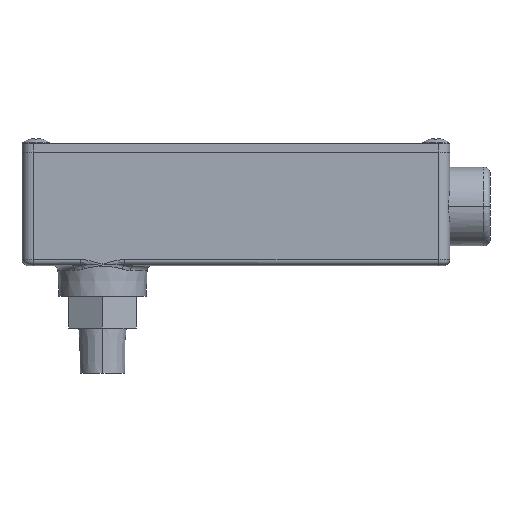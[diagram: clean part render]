
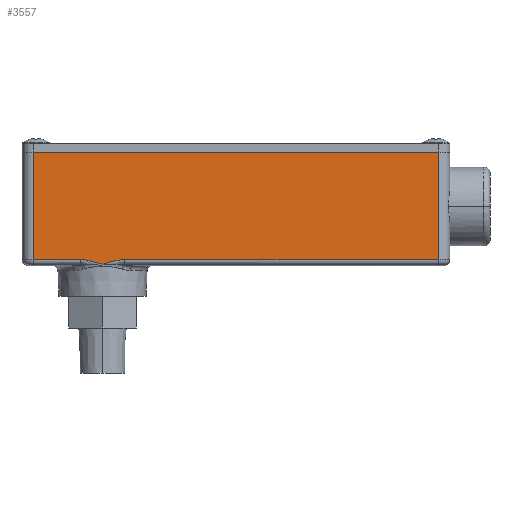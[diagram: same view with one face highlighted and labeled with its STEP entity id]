
A CAD part, left-side view. The second image highlights one B-rep face of the part: STEP entity #3557.
In plain terms, the highlighted planar face has unit normal (-1, 0, 0).
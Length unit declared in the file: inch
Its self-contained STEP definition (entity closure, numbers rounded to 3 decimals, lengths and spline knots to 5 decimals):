
#185 = VECTOR ( 'NONE', #4346, 39.37008 ) ;
#438 = CARTESIAN_POINT ( 'NONE',  ( -0.51562, -0.0103, 1.25653 ) ) ;
#483 = ORIENTED_EDGE ( 'NONE', *, *, #6640, .T. ) ;
#573 = CARTESIAN_POINT ( 'NONE',  ( -0.51562, -0.10474, 1.27916 ) ) ;
#1077 = VECTOR ( 'NONE', #1912, 39.37008 ) ;
#1080 = DIRECTION ( 'NONE',  ( 0., -1., 0. ) ) ;
#1115 = CARTESIAN_POINT ( 'NONE',  ( -0.51562, 0.79187, 2.535 ) ) ;
#1177 = CARTESIAN_POINT ( 'NONE',  ( -0.51562, -0.05288, 1.26444 ) ) ;
#1430 = CARTESIAN_POINT ( 'NONE',  ( -0.51562, -0.25257, 1.305 ) ) ;
#1912 = DIRECTION ( 'NONE',  ( 0., 1., 0. ) ) ;
#1977 = CARTESIAN_POINT ( 'NONE',  ( -0.51562, -0.2309, 1.305 ) ) ;
#2030 = CARTESIAN_POINT ( 'NONE',  ( -0.51562, 0.20937, 1.30227 ) ) ;
#2061 = CARTESIAN_POINT ( 'NONE',  ( -0.51562, 0.40625, 1.305 ) ) ;
#2553 = DIRECTION ( 'NONE',  ( 0., 0., -1. ) ) ;
#2558 = LINE ( 'NONE', #3460, #1077 ) ;
#2639 = CARTESIAN_POINT ( 'NONE',  ( -0.51562, 0.02187, 1.25662 ) ) ;
#2687 = CARTESIAN_POINT ( 'NONE',  ( -0.51562, 0.08412, 1.2729 ) ) ;
#2727 = CARTESIAN_POINT ( 'NONE',  ( -0.51562, 0.16702, 1.29527 ) ) ;
#2904 = LINE ( 'NONE', #2061, #4849 ) ;
#2974 = FACE_OUTER_BOUND ( 'NONE', #8692, .T. ) ;
#3087 = CARTESIAN_POINT ( 'NONE',  ( -0.51562, 0.25257, 1.305 ) ) ;
#3117 = B_SPLINE_CURVE_WITH_KNOTS ( 'NONE', 3,
 ( #6975, #7026, #3397, #2030, #5556, #2727, #7779, #9227, #2687, #6938, #2639, #438, #3442, #7685, #1177, #3349, #573, #8489, #6282, #3977, #1977, #4877 ),
 .UNSPECIFIED., .F., .F.,
 ( 4, 2, 2, 2, 2, 2, 2, 2, 2, 2, 4 ),
 ( 0., 0.00083, 0.00166, 0.00331, 0.00497, 0.00662, 0.00745, 0.00828, 0.00993, 0.01159, 0.01325 ),
 .UNSPECIFIED. ) ;
#3257 = ORIENTED_EDGE ( 'NONE', *, *, #8156, .T. ) ;
#3349 = CARTESIAN_POINT ( 'NONE',  ( -0.51562, -0.08409, 1.27289 ) ) ;
#3397 = CARTESIAN_POINT ( 'NONE',  ( -0.51562, 0.23084, 1.30439 ) ) ;
#3442 = CARTESIAN_POINT ( 'NONE',  ( -0.51562, -0.02123, 1.2578 ) ) ;
#3460 = CARTESIAN_POINT ( 'NONE',  ( -0.51562, 0.40625, 2.535 ) ) ;
#3513 = DIRECTION ( 'NONE',  ( 0., -1., 0. ) ) ;
#3537 = CARTESIAN_POINT ( 'NONE',  ( -0.51562, -3.84813, 2.63 ) ) ;
#3557 = ADVANCED_FACE ( 'NONE', ( #2974 ), #5892, .F. ) ;
#3641 = LINE ( 'NONE', #3537, #185 ) ;
#3760 = ORIENTED_EDGE ( 'NONE', *, *, #5188, .T. ) ;
#3977 = CARTESIAN_POINT ( 'NONE',  ( -0.51562, -0.20958, 1.30264 ) ) ;
#4013 = LINE ( 'NONE', #6781, #4713 ) ;
#4047 = VERTEX_POINT ( 'NONE', #3087 ) ;
#4346 = DIRECTION ( 'NONE',  ( 0., 0., 1. ) ) ;
#4426 = EDGE_CURVE ( 'NONE', #5804, #5132, #2904, .T. ) ;
#4713 = VECTOR ( 'NONE', #1080, 39.37008 ) ;
#4795 = CARTESIAN_POINT ( 'NONE',  ( -0.51562, 0.79187, 1.235 ) ) ;
#4849 = VECTOR ( 'NONE', #3513, 39.37008 ) ;
#4877 = CARTESIAN_POINT ( 'NONE',  ( -0.51562, -0.25257, 1.305 ) ) ;
#5025 = CARTESIAN_POINT ( 'NONE',  ( -0.51562, 0.79187, 1.305 ) ) ;
#5132 = VERTEX_POINT ( 'NONE', #7106 ) ;
#5166 = DIRECTION ( 'NONE',  ( 1., 0., 0. ) ) ;
#5188 = EDGE_CURVE ( 'NONE', #5132, #8339, #3641, .T. ) ;
#5556 = CARTESIAN_POINT ( 'NONE',  ( -0.51562, 0.19873, 1.30077 ) ) ;
#5804 = VERTEX_POINT ( 'NONE', #1430 ) ;
#5875 = ORIENTED_EDGE ( 'NONE', *, *, #6306, .T. ) ;
#5892 = PLANE ( 'NONE',  #7424 ) ;
#5935 = DIRECTION ( 'NONE',  ( 0., 1., 0. ) ) ;
#6213 = ORIENTED_EDGE ( 'NONE', *, *, #8383, .T. ) ;
#6282 = CARTESIAN_POINT ( 'NONE',  ( -0.51562, -0.16732, 1.29533 ) ) ;
#6306 = EDGE_CURVE ( 'NONE', #4047, #5804, #3117, .T. ) ;
#6640 = EDGE_CURVE ( 'NONE', #7146, #6890, #8551, .T. ) ;
#6781 = CARTESIAN_POINT ( 'NONE',  ( -0.51562, 0.40625, 1.305 ) ) ;
#6890 = VERTEX_POINT ( 'NONE', #5025 ) ;
#6938 = CARTESIAN_POINT ( 'NONE',  ( -0.51562, 0.04267, 1.26167 ) ) ;
#6975 = CARTESIAN_POINT ( 'NONE',  ( -0.51562, 0.25257, 1.305 ) ) ;
#7026 = CARTESIAN_POINT ( 'NONE',  ( -0.51562, 0.2417, 1.305 ) ) ;
#7106 = CARTESIAN_POINT ( 'NONE',  ( -0.51562, -3.84813, 1.305 ) ) ;
#7146 = VERTEX_POINT ( 'NONE', #1115 ) ;
#7424 = AXIS2_PLACEMENT_3D ( 'NONE', #7488, #5166, #5935 ) ;
#7488 = CARTESIAN_POINT ( 'NONE',  ( -0.51562, 0.40625, 2.63 ) ) ;
#7685 = CARTESIAN_POINT ( 'NONE',  ( -0.51562, -0.04244, 1.26179 ) ) ;
#7779 = CARTESIAN_POINT ( 'NONE',  ( -0.51562, 0.14617, 1.29028 ) ) ;
#8156 = EDGE_CURVE ( 'NONE', #8339, #7146, #2558, .T. ) ;
#8339 = VERTEX_POINT ( 'NONE', #9179 ) ;
#8383 = EDGE_CURVE ( 'NONE', #6890, #4047, #4013, .T. ) ;
#8489 = CARTESIAN_POINT ( 'NONE',  ( -0.51562, -0.14637, 1.29033 ) ) ;
#8551 = LINE ( 'NONE', #4795, #8596 ) ;
#8596 = VECTOR ( 'NONE', #2553, 39.37008 ) ;
#8645 = ORIENTED_EDGE ( 'NONE', *, *, #4426, .T. ) ;
#8692 = EDGE_LOOP ( 'NONE', ( #3760, #3257, #483, #6213, #5875, #8645 ) ) ;
#9179 = CARTESIAN_POINT ( 'NONE',  ( -0.51562, -3.84813, 2.535 ) ) ;
#9227 = CARTESIAN_POINT ( 'NONE',  ( -0.51562, 0.1047, 1.27915 ) ) ;
